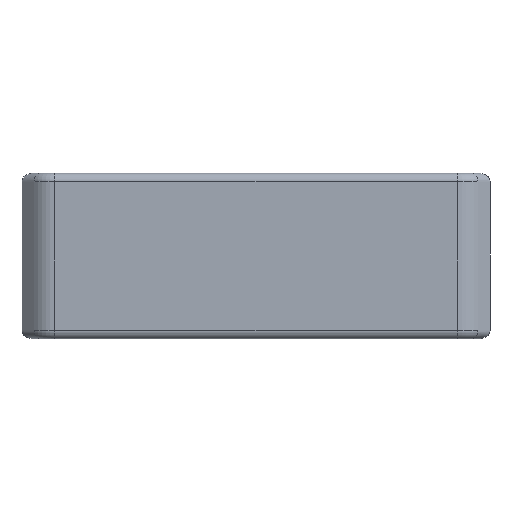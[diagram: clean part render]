
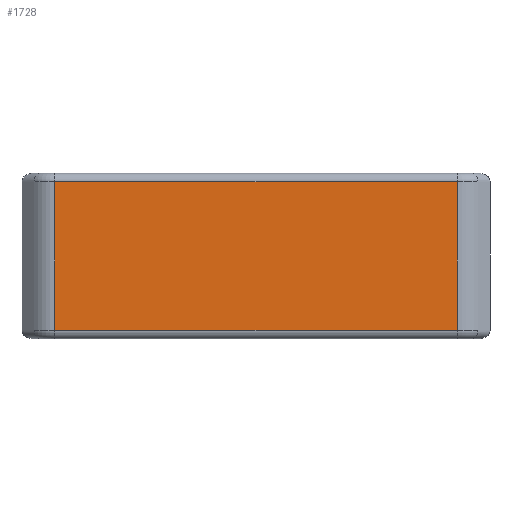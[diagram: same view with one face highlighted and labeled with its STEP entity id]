
A CAD part, top view. The second image highlights one B-rep face of the part: STEP entity #1728.
In plain terms, the highlighted face is planar.
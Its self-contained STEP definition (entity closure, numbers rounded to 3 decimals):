
#184=FACE_OUTER_BOUND('',#276,.T.);
#276=EDGE_LOOP('',(#1374,#1375,#1376,#1377));
#454=LINE('',#2910,#628);
#455=LINE('',#2916,#629);
#456=LINE('',#2917,#630);
#457=LINE('',#2918,#631);
#628=VECTOR('',#2296,1000.);
#629=VECTOR('',#2303,1000.);
#630=VECTOR('',#2304,1000.);
#631=VECTOR('',#2305,1000.);
#823=VERTEX_POINT('',#2908);
#824=VERTEX_POINT('',#2909);
#825=VERTEX_POINT('',#2914);
#826=VERTEX_POINT('',#2915);
#1039=EDGE_CURVE('',#823,#824,#454,.T.);
#1042=EDGE_CURVE('',#825,#826,#455,.T.);
#1043=EDGE_CURVE('',#825,#823,#456,.F.);
#1044=EDGE_CURVE('',#824,#826,#457,.T.);
#1374=ORIENTED_EDGE('',*,*,#1042,.F.);
#1375=ORIENTED_EDGE('',*,*,#1043,.T.);
#1376=ORIENTED_EDGE('',*,*,#1039,.T.);
#1377=ORIENTED_EDGE('',*,*,#1044,.T.);
#1665=PLANE('',#1916);
#1728=ADVANCED_FACE('',(#184),#1665,.F.);
#1916=AXIS2_PLACEMENT_3D('',#2913,#2301,#2302);
#2296=DIRECTION('',(0.,0.,-1.));
#2301=DIRECTION('center_axis',(0.,-1.,0.));
#2302=DIRECTION('ref_axis',(0.,0.,-1.));
#2303=DIRECTION('',(0.,0.,-1.));
#2304=DIRECTION('',(-1.,0.,0.));
#2305=DIRECTION('',(-1.,0.,0.));
#2908=CARTESIAN_POINT('',(48.669,5.,18.));
#2909=CARTESIAN_POINT('',(48.669,5.,-18.));
#2910=CARTESIAN_POINT('',(48.669,5.,20.));
#2913=CARTESIAN_POINT('Origin',(48.669,5.,20.));
#2914=CARTESIAN_POINT('',(-48.669,5.,18.));
#2915=CARTESIAN_POINT('',(-48.669,5.,-18.));
#2916=CARTESIAN_POINT('',(-48.669,5.,20.));
#2917=CARTESIAN_POINT('',(48.669,5.,18.));
#2918=CARTESIAN_POINT('',(48.669,5.,-18.));
